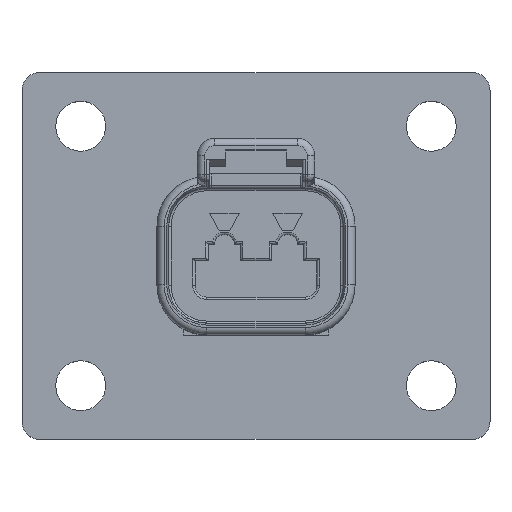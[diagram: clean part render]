
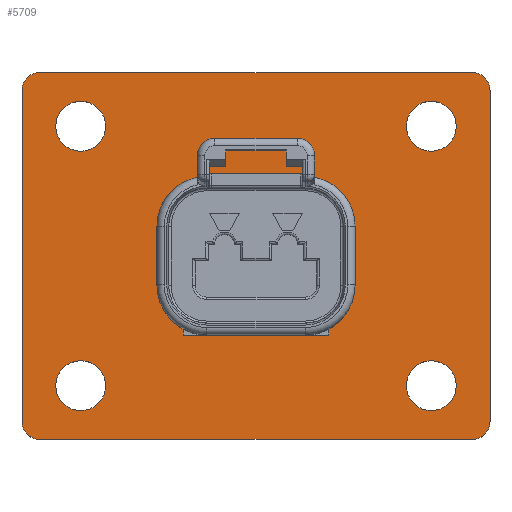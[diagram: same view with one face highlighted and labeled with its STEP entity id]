
A CAD part, top view. The second image highlights one B-rep face of the part: STEP entity #5709.
In plain terms, the highlighted planar face has unit normal (0, 0, 1).
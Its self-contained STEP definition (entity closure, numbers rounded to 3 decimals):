
#982=DIRECTION('',(1.,0.,0.));
#983=VECTOR('',#982,12.573);
#984=CARTESIAN_POINT('',(-6.287,-6.858,-18.745));
#985=LINE('',#984,#983);
#1066=CARTESIAN_POINT('',(15.177,-11.227,-18.745));
#1067=DIRECTION('',(0.,0.,-1.));
#1068=DIRECTION('',(-1.,0.,0.));
#1069=AXIS2_PLACEMENT_3D('',#1066,#1067,#1068);
#1071=CARTESIAN_POINT('',(15.177,-11.227,-18.745));
#1072=DIRECTION('',(0.,0.,-1.));
#1073=DIRECTION('',(1.,0.,0.));
#1074=AXIS2_PLACEMENT_3D('',#1071,#1072,#1073);
#1076=CARTESIAN_POINT('',(-15.177,-11.227,-18.745));
#1077=DIRECTION('',(0.,0.,-1.));
#1078=DIRECTION('',(-1.,0.,0.));
#1079=AXIS2_PLACEMENT_3D('',#1076,#1077,#1078);
#1081=CARTESIAN_POINT('',(-15.177,-11.227,-18.745));
#1082=DIRECTION('',(0.,0.,-1.));
#1083=DIRECTION('',(1.,0.,0.));
#1084=AXIS2_PLACEMENT_3D('',#1081,#1082,#1083);
#1086=CARTESIAN_POINT('',(15.177,11.227,-18.745));
#1087=DIRECTION('',(0.,0.,-1.));
#1088=DIRECTION('',(-1.,0.,0.));
#1089=AXIS2_PLACEMENT_3D('',#1086,#1087,#1088);
#1091=CARTESIAN_POINT('',(15.177,11.227,-18.745));
#1092=DIRECTION('',(0.,0.,-1.));
#1093=DIRECTION('',(1.,0.,0.));
#1094=AXIS2_PLACEMENT_3D('',#1091,#1092,#1093);
#1096=CARTESIAN_POINT('',(-15.177,11.227,-18.745));
#1097=DIRECTION('',(0.,0.,-1.));
#1098=DIRECTION('',(-1.,0.,0.));
#1099=AXIS2_PLACEMENT_3D('',#1096,#1097,#1098);
#1101=CARTESIAN_POINT('',(-15.177,11.227,-18.745));
#1102=DIRECTION('',(0.,0.,-1.));
#1103=DIRECTION('',(1.,0.,0.));
#1104=AXIS2_PLACEMENT_3D('',#1101,#1102,#1103);
#1106=CARTESIAN_POINT('',(18.733,-14.351,-18.745));
#1107=DIRECTION('',(0.,0.,1.));
#1108=DIRECTION('',(0.,-1.,0.));
#1109=AXIS2_PLACEMENT_3D('',#1106,#1107,#1108);
#1111=DIRECTION('',(1.,0.,0.));
#1112=VECTOR('',#1111,37.465);
#1113=CARTESIAN_POINT('',(-18.733,-15.875,-18.745));
#1114=LINE('',#1113,#1112);
#1115=CARTESIAN_POINT('',(-18.733,-14.351,-18.745));
#1116=DIRECTION('',(0.,0.,1.));
#1117=DIRECTION('',(-1.,0.,0.));
#1118=AXIS2_PLACEMENT_3D('',#1115,#1116,#1117);
#1120=DIRECTION('',(0.,-1.,0.));
#1121=VECTOR('',#1120,28.702);
#1122=CARTESIAN_POINT('',(-20.257,14.351,-18.745));
#1123=LINE('',#1122,#1121);
#1124=CARTESIAN_POINT('',(-18.733,14.351,-18.745));
#1125=DIRECTION('',(0.,0.,1.));
#1126=DIRECTION('',(0.,1.,0.));
#1127=AXIS2_PLACEMENT_3D('',#1124,#1125,#1126);
#1129=DIRECTION('',(-1.,0.,0.));
#1130=VECTOR('',#1129,37.465);
#1131=CARTESIAN_POINT('',(18.733,15.875,-18.745));
#1132=LINE('',#1131,#1130);
#1133=CARTESIAN_POINT('',(18.733,14.351,-18.745));
#1134=DIRECTION('',(0.,0.,1.));
#1135=DIRECTION('',(1.,0.,0.));
#1136=AXIS2_PLACEMENT_3D('',#1133,#1134,#1135);
#1138=DIRECTION('',(0.,1.,0.));
#1139=VECTOR('',#1138,28.702);
#1140=CARTESIAN_POINT('',(20.257,-14.351,-18.745));
#1141=LINE('',#1140,#1139);
#1282=DIRECTION('',(0.,1.,0.));
#1283=VECTOR('',#1282,0.381);
#1284=CARTESIAN_POINT('',(-6.287,-6.858,-18.745));
#1285=LINE('',#1284,#1283);
#1303=DIRECTION('',(0.707,0.707,0.));
#1304=VECTOR('',#1303,0.153);
#1305=CARTESIAN_POINT('',(-6.287,-6.477,-18.745));
#1306=LINE('',#1305,#1304);
#1324=CARTESIAN_POINT('',(-4.255,-2.54,-18.745));
#1325=DIRECTION('',(0.,0.,1.));
#1326=DIRECTION('',(-1.,0.,0.));
#1327=AXIS2_PLACEMENT_3D('',#1324,#1325,#1326);
#1335=DIRECTION('',(0.,1.,0.));
#1336=VECTOR('',#1335,5.08);
#1337=CARTESIAN_POINT('',(-8.539,-2.54,-18.745));
#1338=LINE('',#1337,#1336);
#1344=CARTESIAN_POINT('',(-4.255,2.54,-18.745));
#1345=DIRECTION('',(0.,0.,1.));
#1346=DIRECTION('',(0.,1.,0.));
#1347=AXIS2_PLACEMENT_3D('',#1344,#1345,#1346);
#1354=DIRECTION('',(1.,0.,0.));
#1355=VECTOR('',#1354,8.509);
#1356=CARTESIAN_POINT('',(-4.255,6.825,-18.745));
#1357=LINE('',#1356,#1355);
#1363=CARTESIAN_POINT('',(4.255,2.54,-18.745));
#1364=DIRECTION('',(0.,0.,1.));
#1365=DIRECTION('',(1.,0.,0.));
#1366=AXIS2_PLACEMENT_3D('',#1363,#1364,#1365);
#1373=DIRECTION('',(0.,-1.,0.));
#1374=VECTOR('',#1373,5.08);
#1375=CARTESIAN_POINT('',(8.539,2.54,-18.745));
#1376=LINE('',#1375,#1374);
#1382=CARTESIAN_POINT('',(4.255,-2.54,-18.745));
#1383=DIRECTION('',(0.,0.,1.));
#1384=DIRECTION('',(0.449,-0.894,0.));
#1385=AXIS2_PLACEMENT_3D('',#1382,#1383,#1384);
#1398=DIRECTION('',(0.707,-0.707,0.));
#1399=VECTOR('',#1398,0.153);
#1400=CARTESIAN_POINT('',(6.178,-6.369,-18.745));
#1401=LINE('',#1400,#1399);
#1415=DIRECTION('',(0.,-1.,0.));
#1416=VECTOR('',#1415,0.381);
#1417=CARTESIAN_POINT('',(6.287,-6.477,-18.745));
#1418=LINE('',#1417,#1416);
#4196=CARTESIAN_POINT('',(18.733,-15.875,-18.745));
#4197=CARTESIAN_POINT('',(20.257,-14.351,-18.745));
#4198=VERTEX_POINT('',#4196);
#4199=VERTEX_POINT('',#4197);
#4200=CARTESIAN_POINT('',(20.257,14.351,-18.745));
#4201=VERTEX_POINT('',#4200);
#4202=CARTESIAN_POINT('',(18.733,15.875,-18.745));
#4203=VERTEX_POINT('',#4202);
#4204=CARTESIAN_POINT('',(-18.733,15.875,-18.745));
#4205=VERTEX_POINT('',#4204);
#4206=CARTESIAN_POINT('',(-20.257,14.351,-18.745));
#4207=VERTEX_POINT('',#4206);
#4208=CARTESIAN_POINT('',(-20.257,-14.351,-18.745));
#4209=VERTEX_POINT('',#4208);
#4210=CARTESIAN_POINT('',(-18.733,-15.875,-18.745));
#4211=VERTEX_POINT('',#4210);
#4228=CARTESIAN_POINT('',(-6.287,-6.858,-18.745));
#4229=CARTESIAN_POINT('',(6.287,-6.858,-18.745));
#4230=VERTEX_POINT('',#4228);
#4231=VERTEX_POINT('',#4229);
#4256=CARTESIAN_POINT('',(-6.287,-6.477,-18.745));
#4257=VERTEX_POINT('',#4256);
#4260=CARTESIAN_POINT('',(-6.178,-6.369,-18.745));
#4261=VERTEX_POINT('',#4260);
#4266=CARTESIAN_POINT('',(6.178,-6.369,-18.745));
#4267=CARTESIAN_POINT('',(6.287,-6.477,-18.745));
#4268=VERTEX_POINT('',#4266);
#4269=VERTEX_POINT('',#4267);
#4272=CARTESIAN_POINT('',(-8.539,-2.54,-18.745));
#4273=VERTEX_POINT('',#4272);
#4274=CARTESIAN_POINT('',(8.539,-2.54,-18.745));
#4275=VERTEX_POINT('',#4274);
#4276=CARTESIAN_POINT('',(8.539,2.54,-18.745));
#4277=VERTEX_POINT('',#4276);
#4278=CARTESIAN_POINT('',(4.255,6.825,-18.745));
#4279=VERTEX_POINT('',#4278);
#4280=CARTESIAN_POINT('',(-4.255,6.825,-18.745));
#4281=VERTEX_POINT('',#4280);
#4282=CARTESIAN_POINT('',(-8.539,2.54,-18.745));
#4283=VERTEX_POINT('',#4282);
#4344=CARTESIAN_POINT('',(13.018,-11.227,-18.745));
#4345=CARTESIAN_POINT('',(17.336,-11.227,-18.745));
#4346=VERTEX_POINT('',#4344);
#4347=VERTEX_POINT('',#4345);
#4348=CARTESIAN_POINT('',(-17.336,-11.227,-18.745));
#4349=CARTESIAN_POINT('',(-13.018,-11.227,-18.745));
#4350=VERTEX_POINT('',#4348);
#4351=VERTEX_POINT('',#4349);
#4352=CARTESIAN_POINT('',(13.018,11.227,-18.745));
#4353=CARTESIAN_POINT('',(17.336,11.227,-18.745));
#4354=VERTEX_POINT('',#4352);
#4355=VERTEX_POINT('',#4353);
#4356=CARTESIAN_POINT('',(-17.336,11.227,-18.745));
#4357=CARTESIAN_POINT('',(-13.018,11.227,-18.745));
#4358=VERTEX_POINT('',#4356);
#4359=VERTEX_POINT('',#4357);
#5637=CARTESIAN_POINT('',(0.,0.,-18.745));
#5638=DIRECTION('',(0.,0.,1.));
#5639=DIRECTION('',(-1.,0.,0.));
#5640=AXIS2_PLACEMENT_3D('',#5637,#5638,#5639);
#5641=PLANE('',#5640);
#5643=ORIENTED_EDGE('',*,*,#5642,.F.);
#5645=ORIENTED_EDGE('',*,*,#5644,.F.);
#5647=ORIENTED_EDGE('',*,*,#5646,.F.);
#5649=ORIENTED_EDGE('',*,*,#5648,.F.);
#5651=ORIENTED_EDGE('',*,*,#5650,.F.);
#5653=ORIENTED_EDGE('',*,*,#5652,.F.);
#5655=ORIENTED_EDGE('',*,*,#5654,.F.);
#5657=ORIENTED_EDGE('',*,*,#5656,.F.);
#5658=EDGE_LOOP('',(#5643,#5645,#5647,#5649,#5651,#5653,#5655,#5657));
#5659=FACE_OUTER_BOUND('',#5658,.F.);
#5661=ORIENTED_EDGE('',*,*,#5660,.F.);
#5663=ORIENTED_EDGE('',*,*,#5662,.F.);
#5664=EDGE_LOOP('',(#5661,#5663));
#5665=FACE_BOUND('',#5664,.F.);
#5667=ORIENTED_EDGE('',*,*,#5666,.F.);
#5669=ORIENTED_EDGE('',*,*,#5668,.F.);
#5670=EDGE_LOOP('',(#5667,#5669));
#5671=FACE_BOUND('',#5670,.F.);
#5673=ORIENTED_EDGE('',*,*,#5672,.F.);
#5675=ORIENTED_EDGE('',*,*,#5674,.F.);
#5676=EDGE_LOOP('',(#5673,#5675));
#5677=FACE_BOUND('',#5676,.F.);
#5679=ORIENTED_EDGE('',*,*,#5678,.F.);
#5681=ORIENTED_EDGE('',*,*,#5680,.F.);
#5682=EDGE_LOOP('',(#5679,#5681));
#5683=FACE_BOUND('',#5682,.F.);
#5684=ORIENTED_EDGE('',*,*,#5588,.T.);
#5686=ORIENTED_EDGE('',*,*,#5685,.F.);
#5688=ORIENTED_EDGE('',*,*,#5687,.F.);
#5690=ORIENTED_EDGE('',*,*,#5689,.T.);
#5692=ORIENTED_EDGE('',*,*,#5691,.F.);
#5694=ORIENTED_EDGE('',*,*,#5693,.T.);
#5696=ORIENTED_EDGE('',*,*,#5695,.F.);
#5698=ORIENTED_EDGE('',*,*,#5697,.T.);
#5700=ORIENTED_EDGE('',*,*,#5699,.F.);
#5702=ORIENTED_EDGE('',*,*,#5701,.T.);
#5704=ORIENTED_EDGE('',*,*,#5703,.F.);
#5706=ORIENTED_EDGE('',*,*,#5705,.F.);
#5707=EDGE_LOOP('',(#5684,#5686,#5688,#5690,#5692,#5694,#5696,#5698,#5700,#5702,
#5704,#5706));
#5708=FACE_BOUND('',#5707,.F.);
#5709=ADVANCED_FACE('',(#5659,#5665,#5671,#5677,#5683,#5708),#5641,.T.);
#1070=CIRCLE('',#1069,2.159);
#1075=CIRCLE('',#1074,2.159);
#1080=CIRCLE('',#1079,2.159);
#1085=CIRCLE('',#1084,2.159);
#1090=CIRCLE('',#1089,2.159);
#1095=CIRCLE('',#1094,2.159);
#1100=CIRCLE('',#1099,2.159);
#1105=CIRCLE('',#1104,2.159);
#1110=CIRCLE('',#1109,1.524);
#1119=CIRCLE('',#1118,1.524);
#1128=CIRCLE('',#1127,1.524);
#1137=CIRCLE('',#1136,1.524);
#1328=CIRCLE('',#1327,4.285);
#1348=CIRCLE('',#1347,4.285);
#1367=CIRCLE('',#1366,4.285);
#1386=CIRCLE('',#1385,4.285);
#5588=EDGE_CURVE('',#4230,#4231,#985,.T.);
#5642=EDGE_CURVE('',#4198,#4199,#1110,.T.);
#5644=EDGE_CURVE('',#4211,#4198,#1114,.T.);
#5646=EDGE_CURVE('',#4209,#4211,#1119,.T.);
#5648=EDGE_CURVE('',#4207,#4209,#1123,.T.);
#5650=EDGE_CURVE('',#4205,#4207,#1128,.T.);
#5652=EDGE_CURVE('',#4203,#4205,#1132,.T.);
#5654=EDGE_CURVE('',#4201,#4203,#1137,.T.);
#5656=EDGE_CURVE('',#4199,#4201,#1141,.T.);
#5660=EDGE_CURVE('',#4346,#4347,#1070,.T.);
#5662=EDGE_CURVE('',#4347,#4346,#1075,.T.);
#5666=EDGE_CURVE('',#4350,#4351,#1080,.T.);
#5668=EDGE_CURVE('',#4351,#4350,#1085,.T.);
#5672=EDGE_CURVE('',#4354,#4355,#1090,.T.);
#5674=EDGE_CURVE('',#4355,#4354,#1095,.T.);
#5678=EDGE_CURVE('',#4358,#4359,#1100,.T.);
#5680=EDGE_CURVE('',#4359,#4358,#1105,.T.);
#5685=EDGE_CURVE('',#4269,#4231,#1418,.T.);
#5687=EDGE_CURVE('',#4268,#4269,#1401,.T.);
#5689=EDGE_CURVE('',#4268,#4275,#1386,.T.);
#5691=EDGE_CURVE('',#4277,#4275,#1376,.T.);
#5693=EDGE_CURVE('',#4277,#4279,#1367,.T.);
#5695=EDGE_CURVE('',#4281,#4279,#1357,.T.);
#5697=EDGE_CURVE('',#4281,#4283,#1348,.T.);
#5699=EDGE_CURVE('',#4273,#4283,#1338,.T.);
#5701=EDGE_CURVE('',#4273,#4261,#1328,.T.);
#5703=EDGE_CURVE('',#4257,#4261,#1306,.T.);
#5705=EDGE_CURVE('',#4230,#4257,#1285,.T.);
